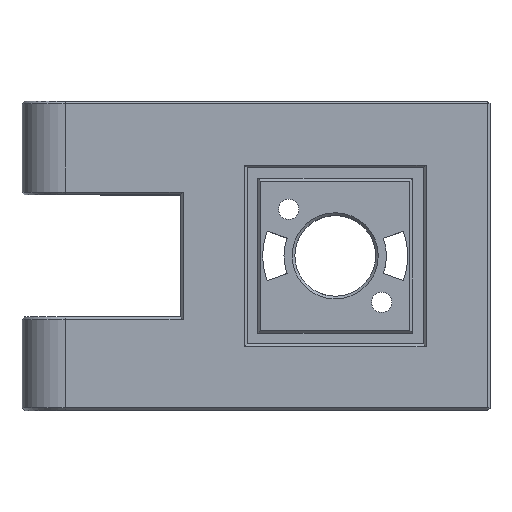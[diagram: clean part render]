
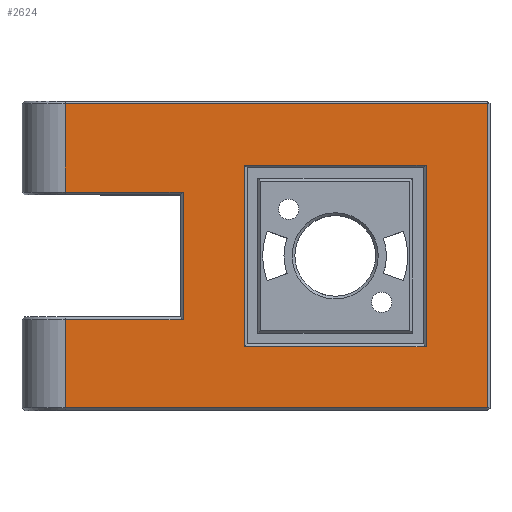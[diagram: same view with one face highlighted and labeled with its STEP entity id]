
A CAD part, top view. The second image highlights one B-rep face of the part: STEP entity #2624.
In plain terms, the highlighted planar face has unit normal (0, 0, 1).
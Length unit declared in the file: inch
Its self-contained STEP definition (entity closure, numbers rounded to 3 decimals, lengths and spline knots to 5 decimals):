
#46=FACE_BOUND('',#437,.T.);
#93=PLANE('',#2811);
#268=FACE_OUTER_BOUND('',#436,.T.);
#436=EDGE_LOOP('',(#2100,#2101,#2102,#2103,#2104,#2105,#2106,#2107));
#437=EDGE_LOOP('',(#2108,#2109,#2110,#2111));
#702=LINE('',#5134,#910);
#705=LINE('',#5140,#913);
#710=LINE('',#5149,#918);
#733=LINE('',#5205,#941);
#745=LINE('',#5233,#953);
#749=LINE('',#5240,#957);
#784=LINE('',#5320,#992);
#788=LINE('',#5328,#996);
#791=LINE('',#5334,#999);
#795=LINE('',#5340,#1003);
#801=LINE('',#5354,#1009);
#802=LINE('',#5355,#1010);
#910=VECTOR('',#3112,0.3937);
#913=VECTOR('',#3117,0.3937);
#918=VECTOR('',#3124,0.3937);
#941=VECTOR('',#3171,0.3937);
#953=VECTOR('',#3197,0.3937);
#957=VECTOR('',#3203,0.3937);
#992=VECTOR('',#3262,0.3937);
#996=VECTOR('',#3268,0.3937);
#999=VECTOR('',#3273,0.3937);
#1003=VECTOR('',#3279,0.3937);
#1009=VECTOR('',#3293,0.3937);
#1010=VECTOR('',#3294,0.3937);
#1185=VERTEX_POINT('',#5128);
#1186=VERTEX_POINT('',#5133);
#1188=VERTEX_POINT('',#5139);
#1191=VERTEX_POINT('',#5147);
#1207=VERTEX_POINT('',#5190);
#1212=VERTEX_POINT('',#5203);
#1218=VERTEX_POINT('',#5221);
#1222=VERTEX_POINT('',#5236);
#1255=VERTEX_POINT('',#5318);
#1256=VERTEX_POINT('',#5319);
#1259=VERTEX_POINT('',#5327);
#1261=VERTEX_POINT('',#5333);
#1489=EDGE_CURVE('',#1186,#1185,#702,.T.);
#1492=EDGE_CURVE('',#1188,#1186,#705,.T.);
#1497=EDGE_CURVE('',#1191,#1188,#710,.T.);
#1524=EDGE_CURVE('',#1212,#1207,#733,.T.);
#1538=EDGE_CURVE('',#1207,#1218,#745,.T.);
#1542=EDGE_CURVE('',#1218,#1222,#749,.T.);
#1582=EDGE_CURVE('',#1255,#1256,#784,.T.);
#1586=EDGE_CURVE('',#1256,#1259,#788,.T.);
#1589=EDGE_CURVE('',#1259,#1261,#791,.T.);
#1593=EDGE_CURVE('',#1261,#1255,#795,.T.);
#1600=EDGE_CURVE('',#1222,#1191,#801,.T.);
#1601=EDGE_CURVE('',#1185,#1212,#802,.T.);
#2100=ORIENTED_EDGE('',*,*,#1497,.F.);
#2101=ORIENTED_EDGE('',*,*,#1600,.F.);
#2102=ORIENTED_EDGE('',*,*,#1542,.F.);
#2103=ORIENTED_EDGE('',*,*,#1538,.F.);
#2104=ORIENTED_EDGE('',*,*,#1524,.F.);
#2105=ORIENTED_EDGE('',*,*,#1601,.F.);
#2106=ORIENTED_EDGE('',*,*,#1489,.F.);
#2107=ORIENTED_EDGE('',*,*,#1492,.F.);
#2108=ORIENTED_EDGE('',*,*,#1582,.F.);
#2109=ORIENTED_EDGE('',*,*,#1593,.F.);
#2110=ORIENTED_EDGE('',*,*,#1589,.F.);
#2111=ORIENTED_EDGE('',*,*,#1586,.F.);
#2624=ADVANCED_FACE('',(#268,#46),#93,.T.);
#2811=AXIS2_PLACEMENT_3D('',#5353,#3291,#3292);
#3112=DIRECTION('',(-1.,0.,0.));
#3117=DIRECTION('',(0.,1.,0.));
#3124=DIRECTION('',(1.,0.,0.));
#3171=DIRECTION('',(1.,0.,0.));
#3197=DIRECTION('',(0.,-1.,0.));
#3203=DIRECTION('',(-1.,0.,0.));
#3262=DIRECTION('',(0.,-1.,0.));
#3268=DIRECTION('',(1.,0.,0.));
#3273=DIRECTION('',(0.,1.,0.));
#3279=DIRECTION('',(-1.,0.,0.));
#3291=DIRECTION('center_axis',(0.,0.,1.));
#3292=DIRECTION('ref_axis',(1.,0.,0.));
#3293=DIRECTION('',(0.,1.,0.));
#3294=DIRECTION('',(0.,1.,0.));
#5128=CARTESIAN_POINT('',(-2.34393,0.55362,0.5));
#5133=CARTESIAN_POINT('',(-1.3203,0.55362,0.5));
#5134=CARTESIAN_POINT('',(-1.01571,0.55362,0.5));
#5139=CARTESIAN_POINT('',(-1.3203,-0.55362,0.5));
#5140=CARTESIAN_POINT('',(-1.3203,0.,0.5));
#5147=CARTESIAN_POINT('',(-2.34393,-0.55362,0.5));
#5149=CARTESIAN_POINT('',(-1.01571,-0.55362,0.5));
#5190=CARTESIAN_POINT('',(1.3203,1.3203,0.5));
#5203=CARTESIAN_POINT('',(-2.34393,1.3203,0.5));
#5205=CARTESIAN_POINT('',(0.67196,1.3203,0.5));
#5221=CARTESIAN_POINT('',(1.3203,-1.3203,0.5));
#5233=CARTESIAN_POINT('',(1.3203,-0.67196,0.5));
#5236=CARTESIAN_POINT('',(-2.34393,-1.3203,0.5));
#5240=CARTESIAN_POINT('',(-0.67196,-1.3203,0.5));
#5318=CARTESIAN_POINT('',(-0.78862,0.78862,0.5));
#5319=CARTESIAN_POINT('',(-0.78862,-0.78862,0.5));
#5320=CARTESIAN_POINT('',(-0.78862,-0.3825,0.5));
#5327=CARTESIAN_POINT('',(0.78862,-0.78862,0.5));
#5328=CARTESIAN_POINT('',(0.3825,-0.78862,0.5));
#5333=CARTESIAN_POINT('',(0.78862,0.78862,0.5));
#5334=CARTESIAN_POINT('',(0.78862,0.3825,0.5));
#5340=CARTESIAN_POINT('',(-0.3825,0.78862,0.5));
#5353=CARTESIAN_POINT('Origin',(0.,0.,
0.5));
#5354=CARTESIAN_POINT('',(-2.34393,-1.34393,0.5));
#5355=CARTESIAN_POINT('',(-2.34393,-1.34393,0.5));
